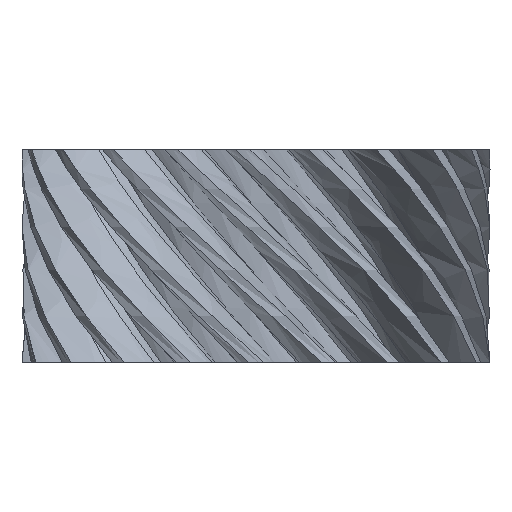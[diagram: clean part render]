
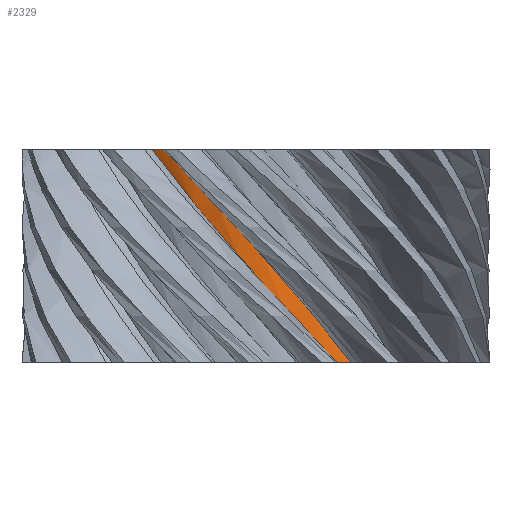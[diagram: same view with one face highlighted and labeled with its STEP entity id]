
A CAD part, left-side view. The second image highlights one B-rep face of the part: STEP entity #2329.
In plain terms, the highlighted cylindrical face has radius 17.5 mm (diameter 35 mm), a partial arc.
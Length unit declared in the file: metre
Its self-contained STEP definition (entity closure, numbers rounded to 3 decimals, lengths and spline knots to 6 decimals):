
#322=CIRCLE('',#2454,0.0175);
#323=CIRCLE('',#2455,0.0175);
#668=ORIENTED_EDGE('',*,*,#1350,.T.);
#669=ORIENTED_EDGE('',*,*,#1351,.F.);
#670=ORIENTED_EDGE('',*,*,#1347,.T.);
#671=ORIENTED_EDGE('',*,*,#1352,.T.);
#1347=EDGE_CURVE('',#1660,#1661,#1897,.T.);
#1350=EDGE_CURVE('',#1662,#1663,#1898,.T.);
#1351=EDGE_CURVE('',#1660,#1663,#322,.T.);
#1352=EDGE_CURVE('',#1661,#1662,#323,.T.);
#1660=VERTEX_POINT('',#11832);
#1661=VERTEX_POINT('',#11833);
#1662=VERTEX_POINT('',#11844);
#1663=VERTEX_POINT('',#11845);
#1897=B_SPLINE_CURVE_WITH_KNOTS('',3,(#11825,#11826,#11827,#11828,#11829,
#11830,#11831),.UNSPECIFIED.,.F.,.F.,(4,1,1,1,4),(0.,0.006682,
0.013364,0.020047,0.026729),.UNSPECIFIED.);
#1898=B_SPLINE_CURVE_WITH_KNOTS('',3,(#11837,#11838,#11839,#11840,#11841,
#11842,#11843),.UNSPECIFIED.,.F.,.F.,(4,1,1,1,4),(0.,
0.006685,0.01337,0.020055,0.02674),
 .UNSPECIFIED.);
#2056=EDGE_LOOP('',(#668,#669,#670,#671));
#2182=FACE_BOUND('',#2056,.T.);
#2248=CYLINDRICAL_SURFACE('',#2453,0.0175);
#2329=ADVANCED_FACE('',(#2182),#2248,.T.);
#2453=AXIS2_PLACEMENT_3D('',#11836,#2668,#2669);
#2454=AXIS2_PLACEMENT_3D('',#11846,#2670,#2671);
#2455=AXIS2_PLACEMENT_3D('',#11847,#2672,#2673);
#2668=DIRECTION('',(0.,0.,1.));
#2669=DIRECTION('',(-1.,0.029,0.));
#2670=DIRECTION('',(0.,0.,1.));
#2671=DIRECTION('',(1.,0.,0.));
#2672=DIRECTION('',(0.,0.,1.));
#2673=DIRECTION('',(1.,0.,0.));
#11825=CARTESIAN_POINT('',(-0.014517,0.009772,0.02));
#11826=CARTESIAN_POINT('',(-0.015337,0.008554,0.018322));
#11827=CARTESIAN_POINT('',(-0.016664,0.005909,0.014968));
#11828=CARTESIAN_POINT('',(-0.017604,0.001658,0.010029));
#11829=CARTESIAN_POINT('',(-0.017465,-0.002778,0.004996));
#11830=CARTESIAN_POINT('',(-0.016648,-0.005589,0.001678));
#11831=CARTESIAN_POINT('',(-0.016066,-0.006937,0.));
#11832=CARTESIAN_POINT('',(-0.014517,0.009772,0.02));
#11833=CARTESIAN_POINT('',(-0.016066,-0.006937,0.));
#11836=CARTESIAN_POINT('',(0.,0.,0.));
#11837=CARTESIAN_POINT('',(-0.015056,-0.00892,0.));
#11838=CARTESIAN_POINT('',(-0.015804,-0.007657,0.001678));
#11839=CARTESIAN_POINT('',(-0.016976,-0.004951,0.005022));
#11840=CARTESIAN_POINT('',(-0.017673,-0.000602,0.010014));
#11841=CARTESIAN_POINT('',(-0.017271,0.003789,0.015018));
#11842=CARTESIAN_POINT('',(-0.016299,0.006538,0.018322));
#11843=CARTESIAN_POINT('',(-0.01564,0.007851,0.02));
#11844=CARTESIAN_POINT('',(-0.015056,-0.00892,0.));
#11845=CARTESIAN_POINT('',(-0.01564,0.007851,0.02));
#11846=CARTESIAN_POINT('',(0.,0.,0.02));
#11847=CARTESIAN_POINT('',(0.,0.,0.));
